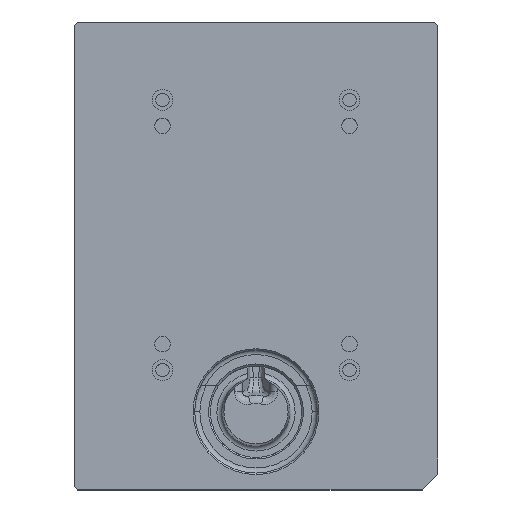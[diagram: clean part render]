
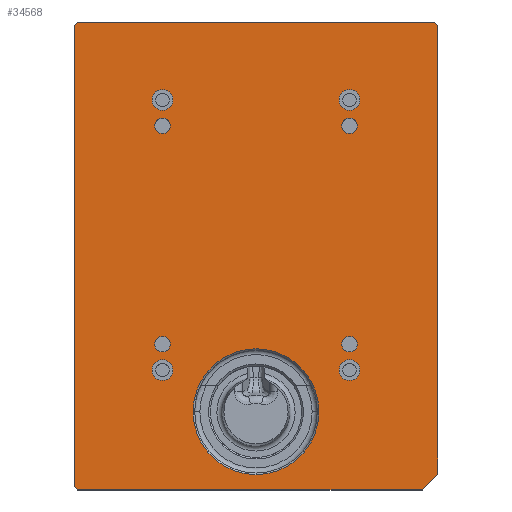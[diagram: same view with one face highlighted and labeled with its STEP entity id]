
A CAD part, top view. The second image highlights one B-rep face of the part: STEP entity #34568.
In plain terms, the highlighted planar face has unit normal (0, 0, 1).
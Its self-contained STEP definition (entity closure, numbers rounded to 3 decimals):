
#33232=DIRECTION('',(0.,1.,0.));
#33233=VECTOR('',#33232,432.);
#33234=CARTESIAN_POINT('',(175.,-230.,100.2));
#33235=LINE('',#33234,#33233);
#33270=DIRECTION('',(0.707,0.707,0.));
#33271=VECTOR('',#33270,21.213);
#33272=CARTESIAN_POINT('',(160.,-245.,100.2));
#33273=LINE('',#33272,#33271);
#33274=DIRECTION('',(-1.,0.,0.));
#33275=VECTOR('',#33274,332.);
#33276=CARTESIAN_POINT('',(160.,-245.,100.2));
#33277=LINE('',#33276,#33275);
#33278=DIRECTION('',(0.707,-0.707,0.));
#33279=VECTOR('',#33278,4.243);
#33280=CARTESIAN_POINT('',(-175.,-242.,100.2));
#33281=LINE('',#33280,#33279);
#33282=DIRECTION('',(0.,-1.,0.));
#33283=VECTOR('',#33282,444.);
#33284=CARTESIAN_POINT('',(-175.,202.,100.2));
#33285=LINE('',#33284,#33283);
#33286=DIRECTION('',(-0.707,-0.707,0.));
#33287=VECTOR('',#33286,4.243);
#33288=CARTESIAN_POINT('',(-172.,205.,100.2));
#33289=LINE('',#33288,#33287);
#33290=DIRECTION('',(-1.,0.,0.));
#33291=VECTOR('',#33290,344.);
#33292=CARTESIAN_POINT('',(172.,205.,100.2));
#33293=LINE('',#33292,#33291);
#33294=DIRECTION('',(-0.707,0.707,0.));
#33295=VECTOR('',#33294,4.243);
#33296=CARTESIAN_POINT('',(175.,202.,100.2));
#33297=LINE('',#33296,#33295);
#33298=CARTESIAN_POINT('',(0.,-170.,100.2));
#33299=DIRECTION('',(0.,0.,-1.));
#33300=DIRECTION('',(1.,0.,0.));
#33301=AXIS2_PLACEMENT_3D('',#33298,#33299,#33300);
#33303=CARTESIAN_POINT('',(0.,-170.,100.2));
#33304=DIRECTION('',(0.,0.,-1.));
#33305=DIRECTION('',(-1.,0.,0.));
#33306=AXIS2_PLACEMENT_3D('',#33303,#33304,#33305);
#33308=CARTESIAN_POINT('',(-90.,-105.,100.2));
#33309=DIRECTION('',(0.,0.,1.));
#33310=DIRECTION('',(1.,0.,0.));
#33311=AXIS2_PLACEMENT_3D('',#33308,#33309,#33310);
#33313=CARTESIAN_POINT('',(-90.,-105.,100.2));
#33314=DIRECTION('',(0.,0.,1.));
#33315=DIRECTION('',(-1.,0.,0.));
#33316=AXIS2_PLACEMENT_3D('',#33313,#33314,#33315);
#33318=CARTESIAN_POINT('',(90.,-105.,100.2));
#33319=DIRECTION('',(0.,0.,1.));
#33320=DIRECTION('',(1.,0.,0.));
#33321=AXIS2_PLACEMENT_3D('',#33318,#33319,#33320);
#33323=CARTESIAN_POINT('',(90.,-105.,100.2));
#33324=DIRECTION('',(0.,0.,1.));
#33325=DIRECTION('',(-1.,0.,0.));
#33326=AXIS2_PLACEMENT_3D('',#33323,#33324,#33325);
#33328=CARTESIAN_POINT('',(90.,105.,100.2));
#33329=DIRECTION('',(0.,0.,1.));
#33330=DIRECTION('',(1.,0.,0.));
#33331=AXIS2_PLACEMENT_3D('',#33328,#33329,#33330);
#33333=CARTESIAN_POINT('',(90.,105.,100.2));
#33334=DIRECTION('',(0.,0.,1.));
#33335=DIRECTION('',(-1.,0.,0.));
#33336=AXIS2_PLACEMENT_3D('',#33333,#33334,#33335);
#33338=CARTESIAN_POINT('',(-90.,105.,100.2));
#33339=DIRECTION('',(0.,0.,1.));
#33340=DIRECTION('',(1.,0.,0.));
#33341=AXIS2_PLACEMENT_3D('',#33338,#33339,#33340);
#33343=CARTESIAN_POINT('',(-90.,105.,100.2));
#33344=DIRECTION('',(0.,0.,1.));
#33345=DIRECTION('',(-1.,0.,0.));
#33346=AXIS2_PLACEMENT_3D('',#33343,#33344,#33345);
#33348=CARTESIAN_POINT('',(-90.,130.,100.2));
#33349=DIRECTION('',(0.,0.,1.));
#33350=DIRECTION('',(1.,0.,0.));
#33351=AXIS2_PLACEMENT_3D('',#33348,#33349,#33350);
#33353=CARTESIAN_POINT('',(-90.,130.,100.2));
#33354=DIRECTION('',(0.,0.,1.));
#33355=DIRECTION('',(-1.,0.,0.));
#33356=AXIS2_PLACEMENT_3D('',#33353,#33354,#33355);
#33358=CARTESIAN_POINT('',(90.,130.,100.2));
#33359=DIRECTION('',(0.,0.,1.));
#33360=DIRECTION('',(1.,0.,0.));
#33361=AXIS2_PLACEMENT_3D('',#33358,#33359,#33360);
#33363=CARTESIAN_POINT('',(90.,130.,100.2));
#33364=DIRECTION('',(0.,0.,1.));
#33365=DIRECTION('',(-1.,0.,0.));
#33366=AXIS2_PLACEMENT_3D('',#33363,#33364,#33365);
#33368=CARTESIAN_POINT('',(90.,-130.,100.2));
#33369=DIRECTION('',(0.,0.,1.));
#33370=DIRECTION('',(1.,0.,0.));
#33371=AXIS2_PLACEMENT_3D('',#33368,#33369,#33370);
#33373=CARTESIAN_POINT('',(90.,-130.,100.2));
#33374=DIRECTION('',(0.,0.,1.));
#33375=DIRECTION('',(-1.,0.,0.));
#33376=AXIS2_PLACEMENT_3D('',#33373,#33374,#33375);
#33378=CARTESIAN_POINT('',(-90.,-130.,100.2));
#33379=DIRECTION('',(0.,0.,1.));
#33380=DIRECTION('',(1.,0.,0.));
#33381=AXIS2_PLACEMENT_3D('',#33378,#33379,#33380);
#33383=CARTESIAN_POINT('',(-90.,-130.,100.2));
#33384=DIRECTION('',(0.,0.,1.));
#33385=DIRECTION('',(-1.,0.,0.));
#33386=AXIS2_PLACEMENT_3D('',#33383,#33384,#33385);
#34039=CARTESIAN_POINT('',(-172.,205.,100.2));
#34040=CARTESIAN_POINT('',(-175.,202.,100.2));
#34041=VERTEX_POINT('',#34039);
#34042=VERTEX_POINT('',#34040);
#34043=CARTESIAN_POINT('',(-175.,-242.,100.2));
#34044=VERTEX_POINT('',#34043);
#34045=CARTESIAN_POINT('',(-172.,-245.,100.2));
#34046=VERTEX_POINT('',#34045);
#34047=CARTESIAN_POINT('',(175.,202.,100.2));
#34048=CARTESIAN_POINT('',(172.,205.,100.2));
#34049=VERTEX_POINT('',#34047);
#34050=VERTEX_POINT('',#34048);
#34067=CARTESIAN_POINT('',(160.,-245.,100.2));
#34068=VERTEX_POINT('',#34067);
#34069=CARTESIAN_POINT('',(175.,-230.,100.2));
#34070=VERTEX_POINT('',#34069);
#34071=CARTESIAN_POINT('',(60.55,-170.,100.2));
#34072=CARTESIAN_POINT('',(-60.55,-170.,100.2));
#34073=VERTEX_POINT('',#34071);
#34074=VERTEX_POINT('',#34072);
#34197=CARTESIAN_POINT('',(-82.5,-105.,100.2));
#34198=CARTESIAN_POINT('',(-97.5,-105.,100.2));
#34199=VERTEX_POINT('',#34197);
#34200=VERTEX_POINT('',#34198);
#34201=CARTESIAN_POINT('',(97.5,-105.,100.2));
#34202=CARTESIAN_POINT('',(82.5,-105.,100.2));
#34203=VERTEX_POINT('',#34201);
#34204=VERTEX_POINT('',#34202);
#34205=CARTESIAN_POINT('',(97.5,105.,100.2));
#34206=CARTESIAN_POINT('',(82.5,105.,100.2));
#34207=VERTEX_POINT('',#34205);
#34208=VERTEX_POINT('',#34206);
#34209=CARTESIAN_POINT('',(-82.5,105.,100.2));
#34210=CARTESIAN_POINT('',(-97.5,105.,100.2));
#34211=VERTEX_POINT('',#34209);
#34212=VERTEX_POINT('',#34210);
#34261=CARTESIAN_POINT('',(-80.,130.,100.2));
#34262=CARTESIAN_POINT('',(-100.,130.,100.2));
#34263=VERTEX_POINT('',#34261);
#34264=VERTEX_POINT('',#34262);
#34265=CARTESIAN_POINT('',(100.,130.,100.2));
#34266=CARTESIAN_POINT('',(80.,130.,100.2));
#34267=VERTEX_POINT('',#34265);
#34268=VERTEX_POINT('',#34266);
#34269=CARTESIAN_POINT('',(100.,-130.,100.2));
#34270=CARTESIAN_POINT('',(80.,-130.,100.2));
#34271=VERTEX_POINT('',#34269);
#34272=VERTEX_POINT('',#34270);
#34273=CARTESIAN_POINT('',(-80.,-130.,100.2));
#34274=CARTESIAN_POINT('',(-100.,-130.,100.2));
#34275=VERTEX_POINT('',#34273);
#34276=VERTEX_POINT('',#34274);
#34499=CARTESIAN_POINT('',(0.,0.,100.2));
#34500=DIRECTION('',(0.,0.,1.));
#34501=DIRECTION('',(1.,0.,0.));
#34502=AXIS2_PLACEMENT_3D('',#34499,#34500,#34501);
#34503=PLANE('',#34502);
#34504=ORIENTED_EDGE('',*,*,#34347,.F.);
#34505=ORIENTED_EDGE('',*,*,#34363,.T.);
#34506=ORIENTED_EDGE('',*,*,#34388,.F.);
#34507=ORIENTED_EDGE('',*,*,#34402,.F.);
#34508=ORIENTED_EDGE('',*,*,#34434,.F.);
#34509=ORIENTED_EDGE('',*,*,#34448,.F.);
#34510=ORIENTED_EDGE('',*,*,#34462,.F.);
#34511=ORIENTED_EDGE('',*,*,#34474,.F.);
#34512=EDGE_LOOP('',(#34504,#34505,#34506,#34507,#34508,#34509,#34510,#34511));
#34513=FACE_OUTER_BOUND('',#34512,.F.);
#34515=ORIENTED_EDGE('',*,*,#34514,.F.);
#34517=ORIENTED_EDGE('',*,*,#34516,.F.);
#34518=EDGE_LOOP('',(#34515,#34517));
#34519=FACE_BOUND('',#34518,.F.);
#34521=ORIENTED_EDGE('',*,*,#34520,.T.);
#34523=ORIENTED_EDGE('',*,*,#34522,.T.);
#34524=EDGE_LOOP('',(#34521,#34523));
#34525=FACE_BOUND('',#34524,.F.);
#34527=ORIENTED_EDGE('',*,*,#34526,.T.);
#34529=ORIENTED_EDGE('',*,*,#34528,.T.);
#34530=EDGE_LOOP('',(#34527,#34529));
#34531=FACE_BOUND('',#34530,.F.);
#34533=ORIENTED_EDGE('',*,*,#34532,.T.);
#34535=ORIENTED_EDGE('',*,*,#34534,.T.);
#34536=EDGE_LOOP('',(#34533,#34535));
#34537=FACE_BOUND('',#34536,.F.);
#34539=ORIENTED_EDGE('',*,*,#34538,.T.);
#34541=ORIENTED_EDGE('',*,*,#34540,.T.);
#34542=EDGE_LOOP('',(#34539,#34541));
#34543=FACE_BOUND('',#34542,.F.);
#34545=ORIENTED_EDGE('',*,*,#34544,.T.);
#34547=ORIENTED_EDGE('',*,*,#34546,.T.);
#34548=EDGE_LOOP('',(#34545,#34547));
#34549=FACE_BOUND('',#34548,.F.);
#34551=ORIENTED_EDGE('',*,*,#34550,.T.);
#34553=ORIENTED_EDGE('',*,*,#34552,.T.);
#34554=EDGE_LOOP('',(#34551,#34553));
#34555=FACE_BOUND('',#34554,.F.);
#34557=ORIENTED_EDGE('',*,*,#34556,.T.);
#34559=ORIENTED_EDGE('',*,*,#34558,.T.);
#34560=EDGE_LOOP('',(#34557,#34559));
#34561=FACE_BOUND('',#34560,.F.);
#34563=ORIENTED_EDGE('',*,*,#34562,.T.);
#34565=ORIENTED_EDGE('',*,*,#34564,.T.);
#34566=EDGE_LOOP('',(#34563,#34565));
#34567=FACE_BOUND('',#34566,.F.);
#34568=ADVANCED_FACE('',(#34513,#34519,#34525,#34531,#34537,#34543,#34549,
#34555,#34561,#34567),#34503,.T.);
#33302=CIRCLE('',#33301,60.55);
#33307=CIRCLE('',#33306,60.55);
#33312=CIRCLE('',#33311,7.5);
#33317=CIRCLE('',#33316,7.5);
#33322=CIRCLE('',#33321,7.5);
#33327=CIRCLE('',#33326,7.5);
#33332=CIRCLE('',#33331,7.5);
#33337=CIRCLE('',#33336,7.5);
#33342=CIRCLE('',#33341,7.5);
#33347=CIRCLE('',#33346,7.5);
#33352=CIRCLE('',#33351,10.);
#33357=CIRCLE('',#33356,10.);
#33362=CIRCLE('',#33361,10.);
#33367=CIRCLE('',#33366,10.);
#33372=CIRCLE('',#33371,10.);
#33377=CIRCLE('',#33376,10.);
#33382=CIRCLE('',#33381,10.);
#33387=CIRCLE('',#33386,10.);
#34347=EDGE_CURVE('',#34068,#34070,#33273,.T.);
#34363=EDGE_CURVE('',#34068,#34046,#33277,.T.);
#34388=EDGE_CURVE('',#34044,#34046,#33281,.T.);
#34402=EDGE_CURVE('',#34042,#34044,#33285,.T.);
#34434=EDGE_CURVE('',#34041,#34042,#33289,.T.);
#34448=EDGE_CURVE('',#34050,#34041,#33293,.T.);
#34462=EDGE_CURVE('',#34049,#34050,#33297,.T.);
#34474=EDGE_CURVE('',#34070,#34049,#33235,.T.);
#34514=EDGE_CURVE('',#34073,#34074,#33302,.T.);
#34516=EDGE_CURVE('',#34074,#34073,#33307,.T.);
#34520=EDGE_CURVE('',#34199,#34200,#33312,.T.);
#34522=EDGE_CURVE('',#34200,#34199,#33317,.T.);
#34526=EDGE_CURVE('',#34203,#34204,#33322,.T.);
#34528=EDGE_CURVE('',#34204,#34203,#33327,.T.);
#34532=EDGE_CURVE('',#34207,#34208,#33332,.T.);
#34534=EDGE_CURVE('',#34208,#34207,#33337,.T.);
#34538=EDGE_CURVE('',#34211,#34212,#33342,.T.);
#34540=EDGE_CURVE('',#34212,#34211,#33347,.T.);
#34544=EDGE_CURVE('',#34263,#34264,#33352,.T.);
#34546=EDGE_CURVE('',#34264,#34263,#33357,.T.);
#34550=EDGE_CURVE('',#34267,#34268,#33362,.T.);
#34552=EDGE_CURVE('',#34268,#34267,#33367,.T.);
#34556=EDGE_CURVE('',#34271,#34272,#33372,.T.);
#34558=EDGE_CURVE('',#34272,#34271,#33377,.T.);
#34562=EDGE_CURVE('',#34275,#34276,#33382,.T.);
#34564=EDGE_CURVE('',#34276,#34275,#33387,.T.);
